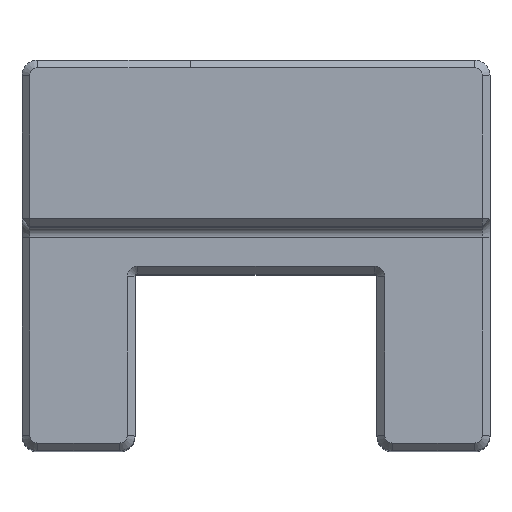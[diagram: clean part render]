
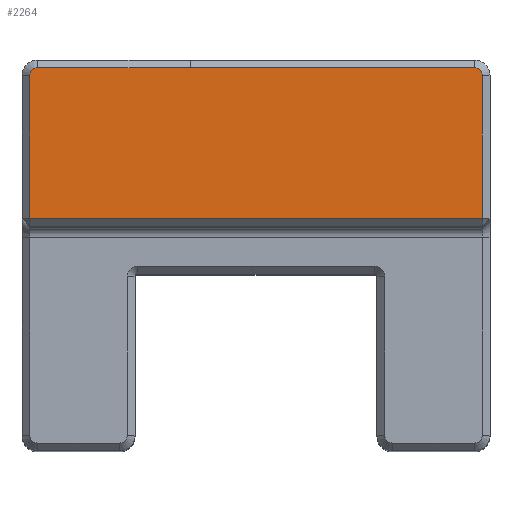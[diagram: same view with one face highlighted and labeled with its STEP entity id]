
A CAD part, top view. The second image highlights one B-rep face of the part: STEP entity #2264.
In plain terms, the highlighted planar face has unit normal (0, 0, 1).
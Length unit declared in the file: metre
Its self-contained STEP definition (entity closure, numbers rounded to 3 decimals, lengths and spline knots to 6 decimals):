
#60=CIRCLE('',#2421,0.0003);
#61=CIRCLE('',#2422,0.0003);
#188=ORIENTED_EDGE('',*,*,#857,.T.);
#189=ORIENTED_EDGE('',*,*,#858,.T.);
#190=ORIENTED_EDGE('',*,*,#859,.F.);
#191=ORIENTED_EDGE('',*,*,#860,.F.);
#192=ORIENTED_EDGE('',*,*,#861,.F.);
#193=ORIENTED_EDGE('',*,*,#862,.F.);
#194=ORIENTED_EDGE('',*,*,#863,.T.);
#857=EDGE_CURVE('',#1191,#1192,#60,.F.);
#858=EDGE_CURVE('',#1192,#1193,#1391,.T.);
#859=EDGE_CURVE('',#1194,#1193,#1392,.T.);
#860=EDGE_CURVE('',#1195,#1194,#1393,.T.);
#861=EDGE_CURVE('',#1196,#1195,#61,.F.);
#862=EDGE_CURVE('',#1197,#1196,#1394,.T.);
#863=EDGE_CURVE('',#1197,#1191,#1395,.T.);
#1191=VERTEX_POINT('',#3432);
#1192=VERTEX_POINT('',#3433);
#1193=VERTEX_POINT('',#3435);
#1194=VERTEX_POINT('',#3437);
#1195=VERTEX_POINT('',#3439);
#1196=VERTEX_POINT('',#3441);
#1197=VERTEX_POINT('',#3443);
#1391=LINE('',#3434,#1666);
#1392=LINE('',#3436,#1667);
#1393=LINE('',#3438,#1668);
#1394=LINE('',#3442,#1669);
#1395=LINE('',#3444,#1670);
#1666=VECTOR('',#2701,1.);
#1667=VECTOR('',#2702,1.);
#1668=VECTOR('',#2703,1.);
#1669=VECTOR('',#2706,1.);
#1670=VECTOR('',#2707,1.);
#1885=EDGE_LOOP('',(#188,#189,#190,#191,#192,#193,#194));
#2030=FACE_BOUND('',#1885,.T.);
#2169=PLANE('',#2420);
#2264=ADVANCED_FACE('',(#2030),#2169,.F.);
#2420=AXIS2_PLACEMENT_3D('',#3430,#2697,#2698);
#2421=AXIS2_PLACEMENT_3D('',#3431,#2699,#2700);
#2422=AXIS2_PLACEMENT_3D('',#3440,#2704,#2705);
#2697=DIRECTION('',(0.,0.,-1.));
#2698=DIRECTION('',(0.,1.,0.));
#2699=DIRECTION('',(0.,0.,-1.));
#2700=DIRECTION('',(0.,1.,0.));
#2701=DIRECTION('',(0.,-1.,0.));
#2702=DIRECTION('',(-1.,0.,0.));
#2703=DIRECTION('',(0.,-1.,0.));
#2704=DIRECTION('',(0.,0.,1.));
#2705=DIRECTION('',(0.,1.,0.));
#2706=DIRECTION('',(1.,0.,0.));
#2707=DIRECTION('',(-1.,0.,0.));
#3430=CARTESIAN_POINT('',(-0.009,0.0086,0.));
#3431=CARTESIAN_POINT('',(-0.0084,0.0144,0.));
#3432=CARTESIAN_POINT('',(-0.0084,0.0147,0.));
#3433=CARTESIAN_POINT('',(-0.0087,0.0144,0.));
#3434=CARTESIAN_POINT('',(-0.0087,0.0086,0.));
#3435=CARTESIAN_POINT('',(-0.0087,0.0089,0.));
#3436=CARTESIAN_POINT('',(-0.009,0.0089,0.));
#3437=CARTESIAN_POINT('',(0.0087,0.0089,0.));
#3438=CARTESIAN_POINT('',(0.0087,0.0086,0.));
#3439=CARTESIAN_POINT('',(0.0087,0.0144,0.));
#3440=CARTESIAN_POINT('',(0.0084,0.0144,0.));
#3441=CARTESIAN_POINT('',(0.0084,0.0147,0.));
#3442=CARTESIAN_POINT('',(-0.009,0.0147,0.));
#3443=CARTESIAN_POINT('',(-0.002528,0.0147,0.));
#3444=CARTESIAN_POINT('',(-0.009,0.0147,0.));
